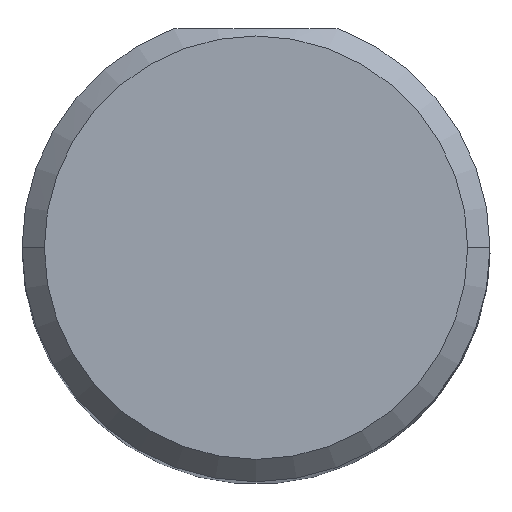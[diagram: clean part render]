
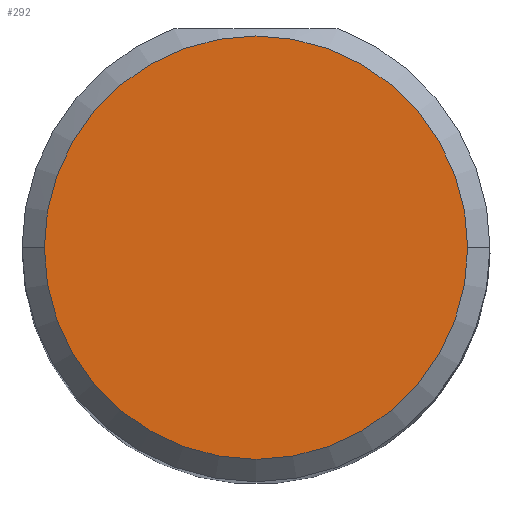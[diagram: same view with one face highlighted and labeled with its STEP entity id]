
A CAD part, top view. The second image highlights one B-rep face of the part: STEP entity #292.
In plain terms, the highlighted planar face has unit normal (0, 0, 1).
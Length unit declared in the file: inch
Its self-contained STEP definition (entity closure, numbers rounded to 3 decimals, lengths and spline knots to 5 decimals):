
#67 = VERTEX_POINT ( 'NONE', #94 ) ;
#81 = ORIENTED_EDGE ( 'NONE', *, *, #85, .T. ) ;
#85 = EDGE_CURVE ( 'NONE', #207, #67, #272, .T. ) ;
#94 = CARTESIAN_POINT ( 'NONE',  ( -0.14248, 0., 2.48032 ) ) ;
#100 = FACE_OUTER_BOUND ( 'NONE', #515, .T. ) ;
#103 = CARTESIAN_POINT ( 'NONE',  ( 0., 0., 2.48032 ) ) ;
#156 = CARTESIAN_POINT ( 'NONE',  ( 0., 0., 2.48032 ) ) ;
#159 = DIRECTION ( 'NONE',  ( 0., 0., 1. ) ) ;
#195 = EDGE_CURVE ( 'NONE', #67, #207, #514, .T. ) ;
#198 = PLANE ( 'NONE',  #389 ) ;
#207 = VERTEX_POINT ( 'NONE', #509 ) ;
#258 = DIRECTION ( 'NONE',  ( 0., 0., 1. ) ) ;
#266 = DIRECTION ( 'NONE',  ( 1., 0., 0. ) ) ;
#272 = CIRCLE ( 'NONE', #425, 0.14248 ) ;
#292 = ADVANCED_FACE ( 'NONE', ( #100 ), #198, .T. ) ;
#295 = AXIS2_PLACEMENT_3D ( 'NONE', #103, #159, #266 ) ;
#296 = CARTESIAN_POINT ( 'NONE',  ( 0., 0., 2.48032 ) ) ;
#315 = DIRECTION ( 'NONE',  ( 0., 0., 1. ) ) ;
#372 = DIRECTION ( 'NONE',  ( 1., 0., 0. ) ) ;
#389 = AXIS2_PLACEMENT_3D ( 'NONE', #156, #315, #477 ) ;
#425 = AXIS2_PLACEMENT_3D ( 'NONE', #296, #258, #372 ) ;
#477 = DIRECTION ( 'NONE',  ( 1., 0., 0. ) ) ;
#509 = CARTESIAN_POINT ( 'NONE',  ( 0.14248, 0., 2.48032 ) ) ;
#514 = CIRCLE ( 'NONE', #295, 0.14248 ) ;
#515 = EDGE_LOOP ( 'NONE', ( #528, #81 ) ) ;
#528 = ORIENTED_EDGE ( 'NONE', *, *, #195, .T. ) ;
